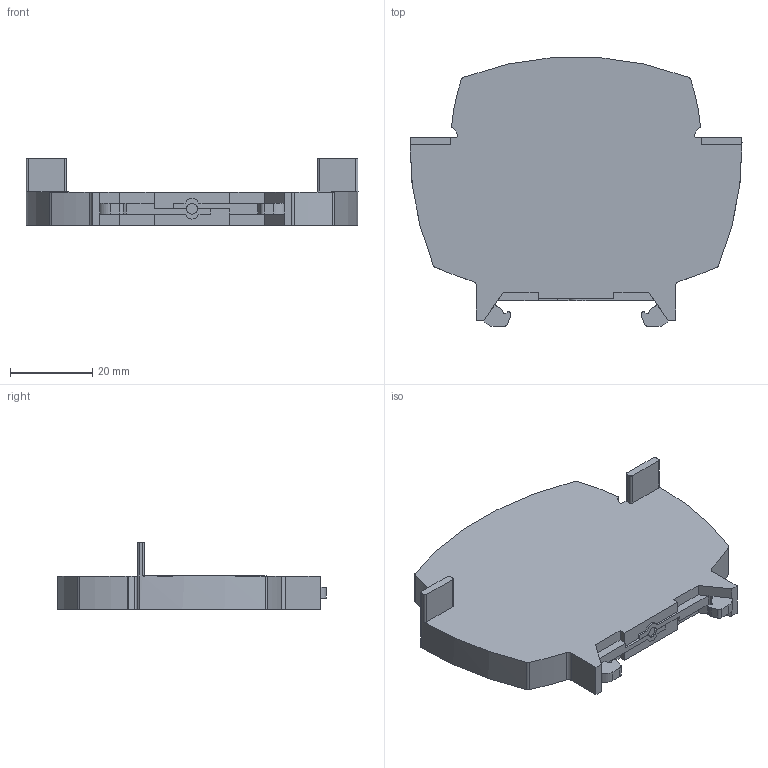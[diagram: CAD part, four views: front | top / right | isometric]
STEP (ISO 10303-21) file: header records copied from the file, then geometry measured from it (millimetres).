
FILE_DESCRIPTION(('SolidDesigner STEP Export'),'2;1');
FILE_NAME('3069055_E_UTWE_6-select.stp','2016-04-06T 7:26:10',(''),(''),'Creo Elements/Direct Modeling STEP processor for AP214 (Solid Model)','Creo Elements/Direct Modeling 18.1G 27-Feb-2015 (C) Parametric Technology GmbH','');
FILE_SCHEMA(('AUTOMOTIVE_DESIGN { 1 0 10303 214 1 1 1 1 }'));
Length unit declared in the file: millimetre
Products named in the file (2): 3069055_E_UTWE_6-select
Assembly tree (1 placements, depth 2):
  3069055_E_UTWE_6-select
    3069055_E_UTWE_6-select
Bounding box: 80.85 x 65.5 x 16.3 mm (x, y, z)
Volume: 32358.7 mm3; surface area: 10639.3 mm2
Topology: 1 solids, 1 shells, 110 faces, 319 edges, 211 vertices
Faces by surface type: plane 67, cylinder 43
Entity records: 4504 total; most frequent: ORIENTED_EDGE 638, CARTESIAN_POINT 630, DIRECTION 615, EDGE_CURVE 319, VECTOR 223, LINE 223, VERTEX_POINT 211, AXIS2_PLACEMENT_3D 196
